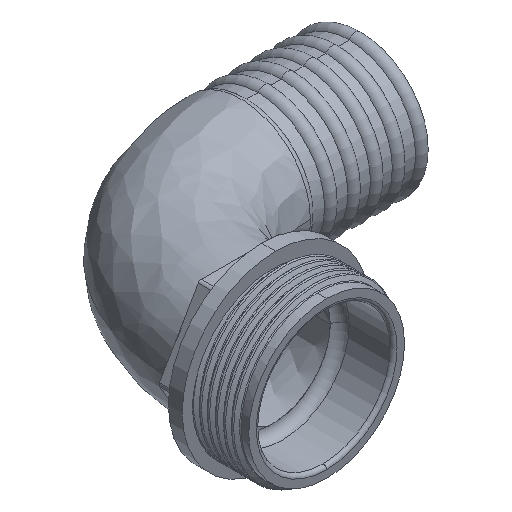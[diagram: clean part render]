
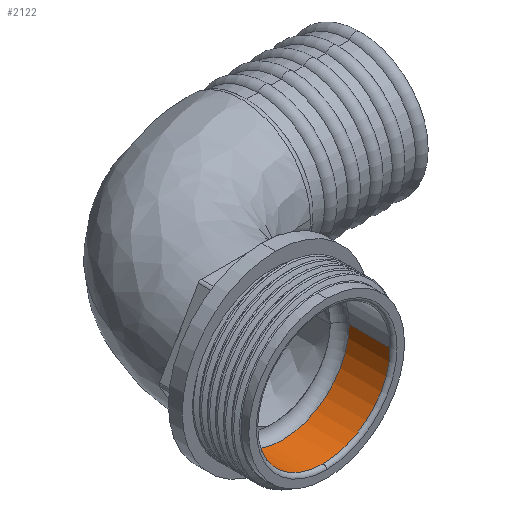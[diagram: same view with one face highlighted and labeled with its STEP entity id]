
A CAD part, isometric view. The second image highlights one B-rep face of the part: STEP entity #2122.
In plain terms, the highlighted cylindrical face has radius 19.25 mm (diameter 38.5 mm), a partial arc.
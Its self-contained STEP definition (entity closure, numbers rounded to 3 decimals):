
#255 = CARTESIAN_POINT ( 'NONE',  ( 0., -63.5, -19.25 ) ) ;
#256 = CARTESIAN_POINT ( 'NONE',  ( 19.25, -63.5, 0. ) ) ;
#263 = CARTESIAN_POINT ( 'NONE',  ( -19.25, -63.5, 0. ) ) ;
#338 = AXIS2_PLACEMENT_3D ( 'NONE', #6291, #6292, #6293 ) ;
#342 = CIRCLE ( 'NONE', #338, 19.25 ) ;
#403 = AXIS2_PLACEMENT_3D ( 'NONE', #5271, #5268, #5274 ) ;
#1059 = VERTEX_POINT ( 'NONE', #255 ) ;
#1060 = VERTEX_POINT ( 'NONE', #256 ) ;
#1069 = VERTEX_POINT ( 'NONE', #263 ) ;
#1088 = VECTOR ( 'NONE', #6294, 1000. ) ;
#1090 = CIRCLE ( 'NONE', #1091, 19.25 ) ;
#1091 = AXIS2_PLACEMENT_3D ( 'NONE', #6295, #6296, #6297 ) ;
#1092 = VECTOR ( 'NONE', #6298, 1000. ) ;
#2122 = ADVANCED_FACE ( 'NONE', ( #5269 ), #5273, .F. ) ;
#2141 = EDGE_CURVE ( 'NONE', #1069, #1059, #342, .T. ) ;
#2142 = EDGE_CURVE ( 'NONE', #1060, #7776, #6290, .T. ) ;
#2143 = EDGE_CURVE ( 'NONE', #7776, #7775, #1090, .T. ) ;
#2144 = EDGE_CURVE ( 'NONE', #1069, #7775, #6289, .T. ) ;
#2408 = EDGE_CURVE ( 'NONE', #1059, #1060, #6918, .T. ) ;
#3133 = EDGE_LOOP ( 'NONE', ( #7700, #7701, #7702, #7703, #7704 ) ) ;
#5268 = DIRECTION ( 'NONE',  ( 0., 1., 0. ) ) ;
#5269 = FACE_OUTER_BOUND ( 'NONE', #3133, .T. ) ;
#5271 = CARTESIAN_POINT ( 'NONE',  ( 0., -64.5, 0. ) ) ;
#5273 = CYLINDRICAL_SURFACE ( 'NONE', #403, 19.25 ) ;
#5274 = DIRECTION ( 'NONE',  ( -1., 0., 0. ) ) ;
#6284 = CARTESIAN_POINT ( 'NONE',  ( 19.25, -64.5, 0. ) ) ;
#6288 = CARTESIAN_POINT ( 'NONE',  ( -19.25, -64.5, 0. ) ) ;
#6289 = LINE ( 'NONE', #6288, #1092 ) ;
#6290 = LINE ( 'NONE', #6284, #1088 ) ;
#6291 = CARTESIAN_POINT ( 'NONE',  ( 0., -63.5, 0. ) ) ;
#6292 = DIRECTION ( 'NONE',  ( 0., -1., 0. ) ) ;
#6293 = DIRECTION ( 'NONE',  ( 0., 0., -1. ) ) ;
#6294 = DIRECTION ( 'NONE',  ( 0., 1., 0. ) ) ;
#6295 = CARTESIAN_POINT ( 'NONE',  ( 0., -51.75, 0. ) ) ;
#6296 = DIRECTION ( 'NONE',  ( 0., 1., 0. ) ) ;
#6297 = DIRECTION ( 'NONE',  ( -1., 0., 0. ) ) ;
#6298 = DIRECTION ( 'NONE',  ( 0., 1., 0. ) ) ;
#6913 = AXIS2_PLACEMENT_3D ( 'NONE', #7228, #7229, #7230 ) ;
#6918 = CIRCLE ( 'NONE', #6913, 19.25 ) ;
#7228 = CARTESIAN_POINT ( 'NONE',  ( 0., -63.5, 0. ) ) ;
#7229 = DIRECTION ( 'NONE',  ( 0., -1., 0. ) ) ;
#7230 = DIRECTION ( 'NONE',  ( 0., 0., -1. ) ) ;
#7546 = CARTESIAN_POINT ( 'NONE',  ( 19.25, -51.75, 0. ) ) ;
#7549 = CARTESIAN_POINT ( 'NONE',  ( -19.25, -51.75, 0. ) ) ;
#7700 = ORIENTED_EDGE ( 'NONE', *, *, #2141, .T. ) ;
#7701 = ORIENTED_EDGE ( 'NONE', *, *, #2408, .T. ) ;
#7702 = ORIENTED_EDGE ( 'NONE', *, *, #2142, .T. ) ;
#7703 = ORIENTED_EDGE ( 'NONE', *, *, #2143, .T. ) ;
#7704 = ORIENTED_EDGE ( 'NONE', *, *, #2144, .F. ) ;
#7775 = VERTEX_POINT ( 'NONE', #7549 ) ;
#7776 = VERTEX_POINT ( 'NONE', #7546 ) ;
